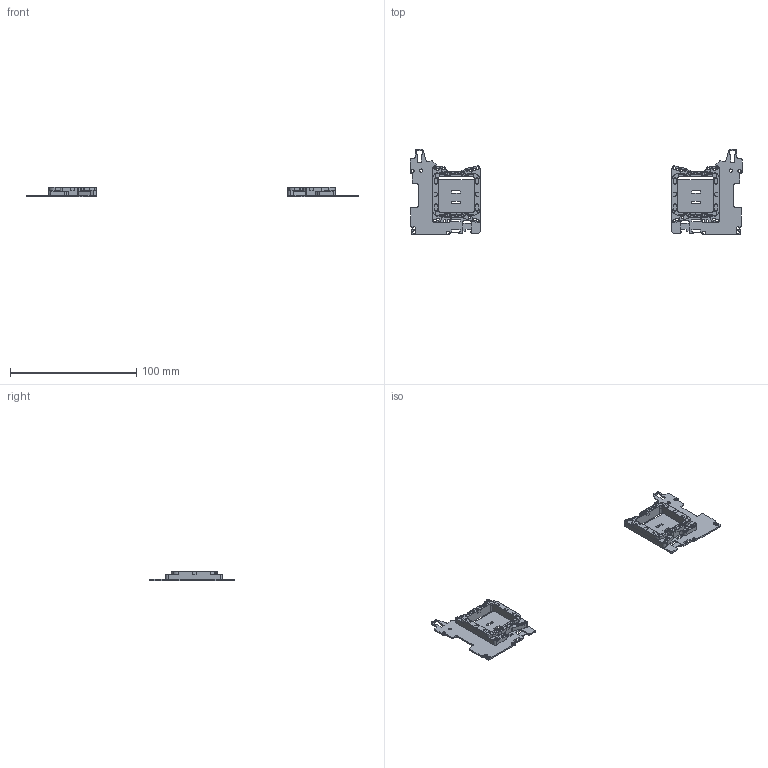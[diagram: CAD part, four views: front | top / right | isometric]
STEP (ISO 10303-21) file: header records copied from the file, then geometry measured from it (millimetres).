
FILE_DESCRIPTION(/* description */ ('STEP AP214'),/* implementation_level */ '2;1');
FILE_NAME(/* name */ 'SteamdeckCuttingJig v46.step',/* time_stamp */ '2025-06-17T01:03:11-07:00',/* author */ (''),/* organization */ (''),/* preprocessor_version */ 'ST-DEVELOPER v20.1',/* originating_system */ 'Autodesk Translation Framework v14.10.0.0',/* authorisation */ '');
FILE_SCHEMA (('AUTOMOTIVE_DESIGN { 1 0 10303 214 3 1 1 }'));
Length unit declared in the file: millimetre
Products named in the file (1): steamdeck_Basic Shell
Bounding box: 263.4 x 67.97 x 7.8 mm (x, y, z)
Volume: 27543.4 mm3; surface area: 33983.3 mm2
Topology: 4 solids, 4 shells, 1010 faces, 3004 edges, 1996 vertices
Faces by surface type: plane 586, cylinder 424
Full cylindrical faces by diameter (mm): 2 x72, 2.5 x20
Entity records: 34658 total; most frequent: CARTESIAN_POINT 6011, ORIENTED_EDGE 6008, DIRECTION 5898, EDGE_CURVE 3004, LINE 2132, VECTOR 2132, VERTEX_POINT 1996, AXIS2_PLACEMENT_3D 1883
